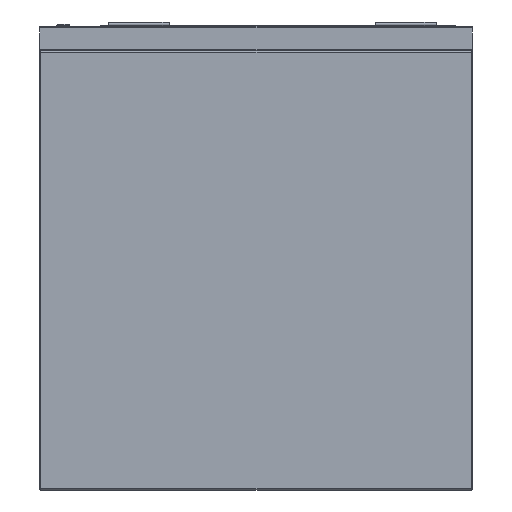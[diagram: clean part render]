
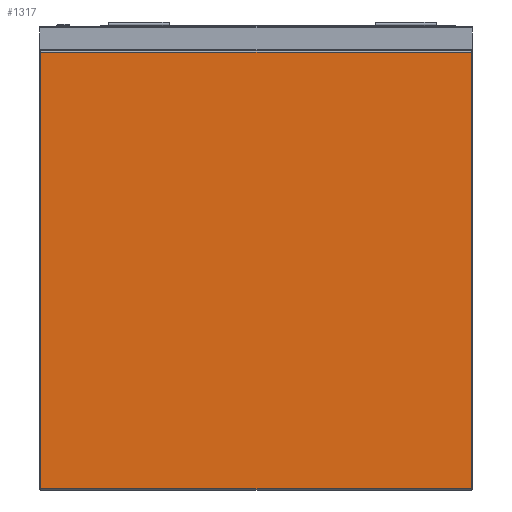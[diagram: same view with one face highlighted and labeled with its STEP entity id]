
A CAD part, left-side view. The second image highlights one B-rep face of the part: STEP entity #1317.
In plain terms, the highlighted planar face has unit normal (-1, 0, 0).
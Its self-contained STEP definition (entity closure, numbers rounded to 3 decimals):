
#1092 = PLANE ( 'NONE',  #8556 ) ;
#1249 = CARTESIAN_POINT ( 'NONE',  ( -515., 353., -758. ) ) ;
#1317 = ADVANCED_FACE ( 'Fl�che7', ( #14735 ), #1092, .T. ) ;
#1539 = CARTESIAN_POINT ( 'NONE',  ( -515., 353., -42. ) ) ;
#2355 = EDGE_LOOP ( 'NONE', ( #9749, #10821, #8669, #16058 ) ) ;
#3340 = EDGE_CURVE ( 'NONE', #7376, #11271, #19241, .T. ) ;
#3533 = CARTESIAN_POINT ( 'NONE',  ( -515., -353., -760. ) ) ;
#3567 = VECTOR ( 'NONE', #11620, 1000. ) ;
#4403 = CARTESIAN_POINT ( 'NONE',  ( -515., 353., -760. ) ) ;
#5134 = CARTESIAN_POINT ( 'NONE',  ( -515., -355., -758. ) ) ;
#6094 = VERTEX_POINT ( 'NONE', #1539 ) ;
#7147 = CARTESIAN_POINT ( 'NONE',  ( -515., -355., -760. ) ) ;
#7376 = VERTEX_POINT ( 'NONE', #1249 ) ;
#7379 = DIRECTION ( 'NONE',  ( 0., 0., -1. ) ) ;
#7471 = LINE ( 'NONE', #4403, #12052 ) ;
#8556 = AXIS2_PLACEMENT_3D ( 'NONE', #7147, #13227, #19305 ) ;
#8669 = ORIENTED_EDGE ( 'NONE', *, *, #14868, .T. ) ;
#9515 = LINE ( 'NONE', #3533, #18215 ) ;
#9749 = ORIENTED_EDGE ( 'NONE', *, *, #18002, .T. ) ;
#9974 = CARTESIAN_POINT ( 'NONE',  ( -515., -353., -42. ) ) ;
#10821 = ORIENTED_EDGE ( 'NONE', *, *, #19076, .T. ) ;
#10989 = DIRECTION ( 'NONE',  ( 0., 0., 1. ) ) ;
#11271 = VERTEX_POINT ( 'NONE', #12582 ) ;
#11620 = DIRECTION ( 'NONE',  ( 0., 1., 0. ) ) ;
#12052 = VECTOR ( 'NONE', #7379, 1000. ) ;
#12582 = CARTESIAN_POINT ( 'NONE',  ( -515., -353., -758. ) ) ;
#13044 = VECTOR ( 'NONE', #14761, 1000. ) ;
#13227 = DIRECTION ( 'NONE',  ( -1., 0., 0. ) ) ;
#13318 = LINE ( 'NONE', #17816, #3567 ) ;
#14735 = FACE_OUTER_BOUND ( 'NONE', #2355, .T. ) ;
#14761 = DIRECTION ( 'NONE',  ( 0., -1., 0. ) ) ;
#14868 = EDGE_CURVE ( 'NONE', #6094, #7376, #7471, .T. ) ;
#16058 = ORIENTED_EDGE ( 'NONE', *, *, #3340, .T. ) ;
#16417 = VERTEX_POINT ( 'NONE', #9974 ) ;
#17816 = CARTESIAN_POINT ( 'NONE',  ( -515., 355., -42. ) ) ;
#18002 = EDGE_CURVE ( 'NONE', #11271, #16417, #9515, .T. ) ;
#18215 = VECTOR ( 'NONE', #10989, 1000. ) ;
#19076 = EDGE_CURVE ( 'NONE', #16417, #6094, #13318, .T. ) ;
#19241 = LINE ( 'NONE', #5134, #13044 ) ;
#19305 = DIRECTION ( 'NONE',  ( 0., 0., 1. ) ) ;
